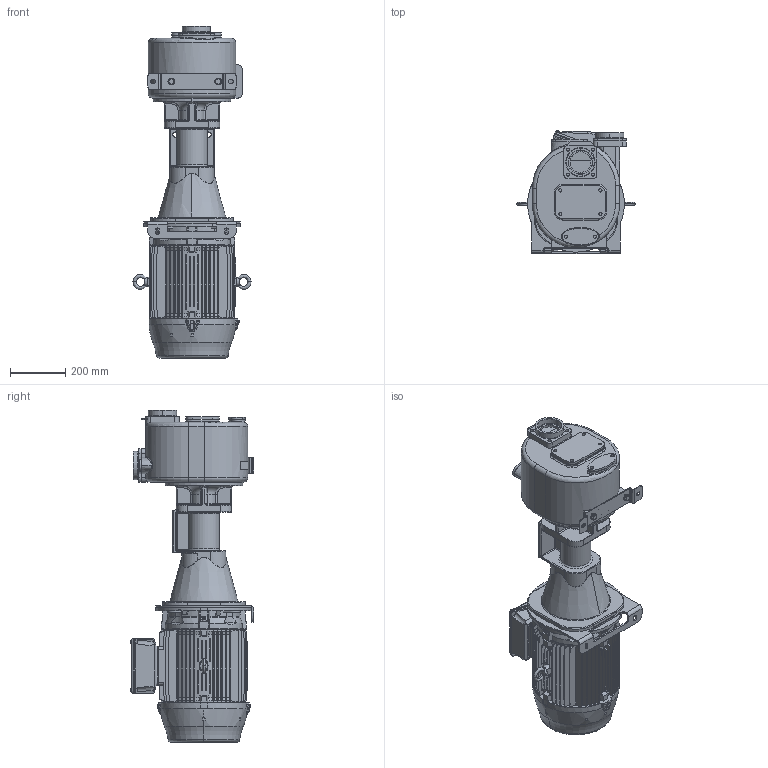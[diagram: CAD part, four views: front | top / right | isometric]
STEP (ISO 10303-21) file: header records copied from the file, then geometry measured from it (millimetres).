
FILE_DESCRIPTION((''),'2;1');
FILE_NAME('S_88_K_BBT','2020-03-26T09:32:24',('Nicola'),(''),'CREO PARAMETRIC BY PTC INC, 2019471','CREO PARAMETRIC BY PTC INC, 2019471','');
FILE_SCHEMA(('CONFIG_CONTROL_DESIGN'));
Products named in the file (1): S_88_K_BBT
Bounding box: 427.67 x 446.26 x 1202.75 mm (x, y, z)
Volume: 70303787.9 mm3; surface area: 2355873.3 mm2
Topology: 3 solids, 3 shells, 2384 faces, 6314 edges, 4051 vertices
Faces by surface type: plane 943, cylinder 749, cone 339, bspline 241, torus 88, extrusion 12, sphere 12
Entity records: 103366 total; most frequent: CARTESIAN_POINT 46221, ORIENTED_EDGE 12586, DIRECTION 11130, EDGE_CURVE 6293, AXIS2_PLACEMENT_3D 4234, VERTEX_POINT 4051, VECTOR 2662, LINE 2650
